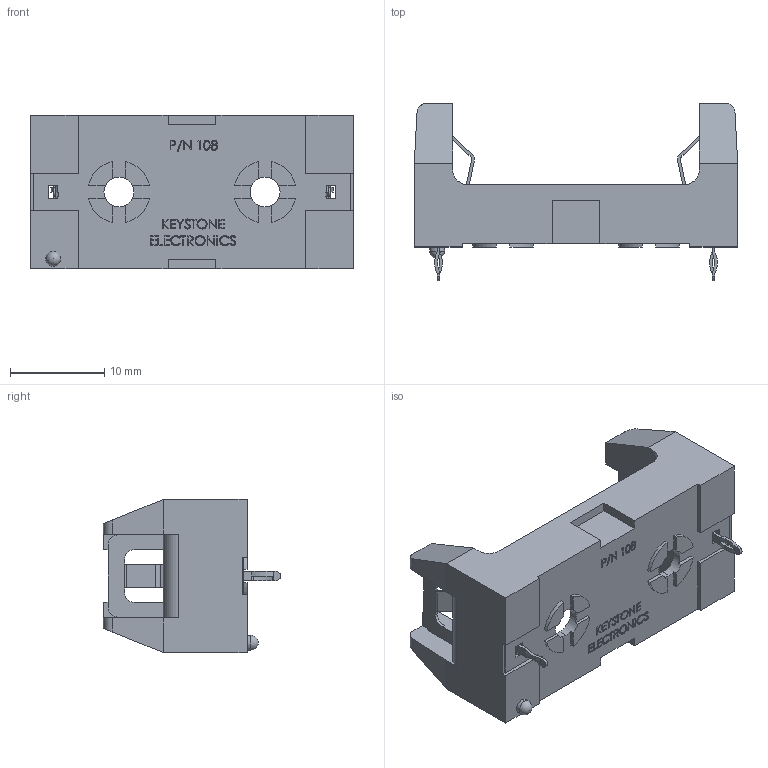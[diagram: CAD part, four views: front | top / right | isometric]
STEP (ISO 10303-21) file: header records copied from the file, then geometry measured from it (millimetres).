
FILE_DESCRIPTION (( 'STEP AP214' ), '1' );
FILE_NAME ('108.STEP', '2013-06-18T15:51:13', ( 'Richard Maletta' ), ( '' ), 'SwSTEP 2.0', 'SolidWorks 2009', '' );
FILE_SCHEMA (( 'AUTOMOTIVE_DESIGN' ));
Length unit declared in the file: inch
Products named in the file (1): 108
Bounding box: 34.29 x 18.8 x 16.26 mm (x, y, z)
Volume: 2573 mm3; surface area: 3083.6 mm2
Topology: 4 solids, 4 shells, 565 faces, 1579 edges, 1042 vertices
Faces by surface type: plane 388, bspline 101, cylinder 75, sphere 1
Entity records: 25393 total; most frequent: CARTESIAN_POINT 10039, ORIENTED_EDGE 3152, DIRECTION 2474, EDGE_CURVE 1576, LINE 1180, VECTOR 1180, VERTEX_POINT 1040, AXIS2_PLACEMENT_3D 647
